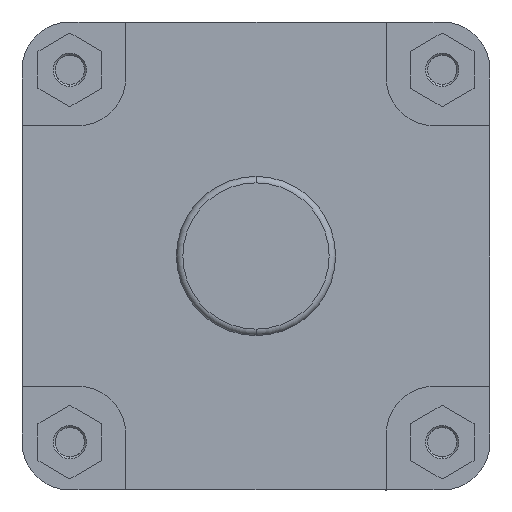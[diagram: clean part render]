
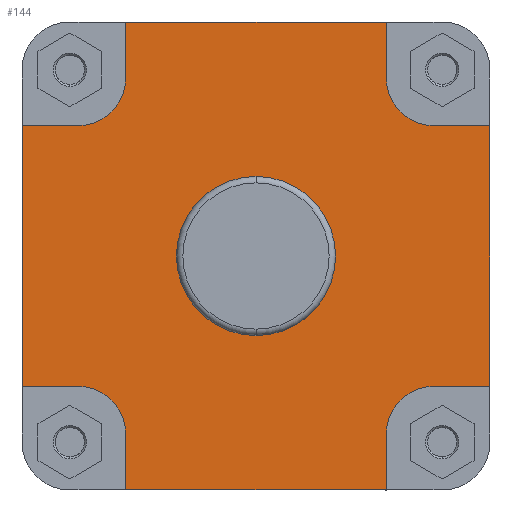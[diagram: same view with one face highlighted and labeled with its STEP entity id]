
A CAD part, left-side view. The second image highlights one B-rep face of the part: STEP entity #144.
In plain terms, the highlighted planar face has unit normal (-1, 0, 0).
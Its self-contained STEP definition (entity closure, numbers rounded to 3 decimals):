
#144 = ADVANCED_FACE ( 'NONE', ( #6342, #6345 ), #2871, .F. ) ;
#250 = ORIENTED_EDGE ( 'NONE', *, *, #1728, .F. ) ;
#270 = ORIENTED_EDGE ( 'NONE', *, *, #1707, .F. ) ;
#277 = ORIENTED_EDGE ( 'NONE', *, *, #1729, .F. ) ;
#607 = ORIENTED_EDGE ( 'NONE', *, *, #1713, .F. ) ;
#617 = ORIENTED_EDGE ( 'NONE', *, *, #1709, .F. ) ;
#623 = ORIENTED_EDGE ( 'NONE', *, *, #1708, .F. ) ;
#639 = ORIENTED_EDGE ( 'NONE', *, *, #1711, .F. ) ;
#640 = ORIENTED_EDGE ( 'NONE', *, *, #1712, .F. ) ;
#654 = ORIENTED_EDGE ( 'NONE', *, *, #1710, .F. ) ;
#678 = VERTEX_POINT ( 'NONE', #3311 ) ;
#689 = VERTEX_POINT ( 'NONE', #3320 ) ;
#692 = VERTEX_POINT ( 'NONE', #3323 ) ;
#733 = VERTEX_POINT ( 'NONE', #3361 ) ;
#753 = VERTEX_POINT ( 'NONE', #3380 ) ;
#780 = VERTEX_POINT ( 'NONE', #3406 ) ;
#794 = VERTEX_POINT ( 'NONE', #3420 ) ;
#800 = VERTEX_POINT ( 'NONE', #3426 ) ;
#828 = VERTEX_POINT ( 'NONE', #3454 ) ;
#837 = VERTEX_POINT ( 'NONE', #3458 ) ;
#875 = VERTEX_POINT ( 'NONE', #3495 ) ;
#876 = VERTEX_POINT ( 'NONE', #3496 ) ;
#939 = VERTEX_POINT ( 'NONE', #3546 ) ;
#982 = VERTEX_POINT ( 'NONE', #3578 ) ;
#1016 = VERTEX_POINT ( 'NONE', #3603 ) ;
#1018 = VERTEX_POINT ( 'NONE', #3605 ) ;
#1038 = VERTEX_POINT ( 'NONE', #3624 ) ;
#1039 = VERTEX_POINT ( 'NONE', #3625 ) ;
#1676 = EDGE_CURVE ( 'NONE', #733, #692, #6653, .T. ) ;
#1707 = EDGE_CURVE ( 'NONE', #1016, #794, #6702, .T. ) ;
#1708 = EDGE_CURVE ( 'NONE', #828, #1016, #6707, .T. ) ;
#1709 = EDGE_CURVE ( 'NONE', #689, #828, #6706, .T. ) ;
#1710 = EDGE_CURVE ( 'NONE', #876, #689, #6705, .T. ) ;
#1711 = EDGE_CURVE ( 'NONE', #780, #876, #6704, .T. ) ;
#1712 = EDGE_CURVE ( 'NONE', #939, #780, #6714, .T. ) ;
#1713 = EDGE_CURVE ( 'NONE', #982, #939, #6713, .T. ) ;
#1728 = EDGE_CURVE ( 'NONE', #794, #1039, #6742, .T. ) ;
#1729 = EDGE_CURVE ( 'NONE', #1039, #753, #6744, .T. ) ;
#1730 = EDGE_CURVE ( 'NONE', #800, #875, #6738, .T. ) ;
#1731 = EDGE_CURVE ( 'NONE', #753, #800, #6751, .T. ) ;
#1732 = EDGE_CURVE ( 'NONE', #837, #678, #6750, .T. ) ;
#1733 = EDGE_CURVE ( 'NONE', #1018, #875, #6749, .T. ) ;
#1734 = EDGE_CURVE ( 'NONE', #1018, #1038, #6748, .T. ) ;
#1735 = EDGE_CURVE ( 'NONE', #982, #678, #6741, .T. ) ;
#1736 = EDGE_CURVE ( 'NONE', #1038, #837, #6759, .T. ) ;
#1756 = EDGE_CURVE ( 'NONE', #692, #733, #4926, .T. ) ;
#1768 = ORIENTED_EDGE ( 'NONE', *, *, #1735, .T. ) ;
#1769 = ORIENTED_EDGE ( 'NONE', *, *, #1731, .F. ) ;
#1770 = ORIENTED_EDGE ( 'NONE', *, *, #1734, .F. ) ;
#1771 = ORIENTED_EDGE ( 'NONE', *, *, #1730, .F. ) ;
#1772 = ORIENTED_EDGE ( 'NONE', *, *, #1736, .F. ) ;
#1773 = ORIENTED_EDGE ( 'NONE', *, *, #1732, .F. ) ;
#1774 = ORIENTED_EDGE ( 'NONE', *, *, #1733, .T. ) ;
#1775 = ORIENTED_EDGE ( 'NONE', *, *, #1756, .F. ) ;
#1776 = ORIENTED_EDGE ( 'NONE', *, *, #1676, .F. ) ;
#2042 = AXIS2_PLACEMENT_3D ( 'NONE', #2870, #2872, #2873 ) ;
#2198 = AXIS2_PLACEMENT_3D ( 'NONE', #3778, #3785, #3786 ) ;
#2205 = AXIS2_PLACEMENT_3D ( 'NONE', #3862, #3863, #3864 ) ;
#2207 = AXIS2_PLACEMENT_3D ( 'NONE', #3853, #3854, #3855 ) ;
#2211 = AXIS2_PLACEMENT_3D ( 'NONE', #3902, #3903, #3904 ) ;
#2212 = AXIS2_PLACEMENT_3D ( 'NONE', #3912, #3915, #3916 ) ;
#2213 = AXIS2_PLACEMENT_3D ( 'NONE', #3965, #3967, #3968 ) ;
#2870 = CARTESIAN_POINT ( 'NONE',  ( 65., 37.4, 0. ) ) ;
#2871 = PLANE ( 'NONE',  #2042 ) ;
#2872 = DIRECTION ( 'NONE',  ( 1., 0., 0. ) ) ;
#2873 = DIRECTION ( 'NONE',  ( 0., 0., -1. ) ) ;
#3311 = CARTESIAN_POINT ( 'NONE',  ( 65., -61.25, -110. ) ) ;
#3320 = CARTESIAN_POINT ( 'NONE',  ( 65., 110., 61.25 ) ) ;
#3323 = CARTESIAN_POINT ( 'NONE',  ( 65., 0., -37.4 ) ) ;
#3361 = CARTESIAN_POINT ( 'NONE',  ( 65., 0., 37.4 ) ) ;
#3380 = CARTESIAN_POINT ( 'NONE',  ( 65., -61.25, 83.75 ) ) ;
#3406 = CARTESIAN_POINT ( 'NONE',  ( 65., 83.75, -61.25 ) ) ;
#3420 = CARTESIAN_POINT ( 'NONE',  ( 65., 61.25, 110. ) ) ;
#3426 = CARTESIAN_POINT ( 'NONE',  ( 65., -83.75, 61.25 ) ) ;
#3454 = CARTESIAN_POINT ( 'NONE',  ( 65., 83.75, 61.25 ) ) ;
#3458 = CARTESIAN_POINT ( 'NONE',  ( 65., -61.25, -83.75 ) ) ;
#3495 = CARTESIAN_POINT ( 'NONE',  ( 65., -110., 61.25 ) ) ;
#3496 = CARTESIAN_POINT ( 'NONE',  ( 65., 110., -61.25 ) ) ;
#3546 = CARTESIAN_POINT ( 'NONE',  ( 65., 61.25, -83.75 ) ) ;
#3578 = CARTESIAN_POINT ( 'NONE',  ( 65., 61.25, -110. ) ) ;
#3603 = CARTESIAN_POINT ( 'NONE',  ( 65., 61.25, 83.75 ) ) ;
#3605 = CARTESIAN_POINT ( 'NONE',  ( 65., -110., -61.25 ) ) ;
#3624 = CARTESIAN_POINT ( 'NONE',  ( 65., -83.75, -61.25 ) ) ;
#3625 = CARTESIAN_POINT ( 'NONE',  ( 65., -61.25, 110. ) ) ;
#3778 = CARTESIAN_POINT ( 'NONE',  ( 65., 0., 0. ) ) ;
#3785 = DIRECTION ( 'NONE',  ( -1., 0., 0. ) ) ;
#3786 = DIRECTION ( 'NONE',  ( 0., 0., 1. ) ) ;
#3850 = CARTESIAN_POINT ( 'NONE',  ( 65., 110., 61.25 ) ) ;
#3851 = CARTESIAN_POINT ( 'NONE',  ( 65., 61.25, 83.75 ) ) ;
#3852 = DIRECTION ( 'NONE',  ( 0., 0., 1. ) ) ;
#3853 = CARTESIAN_POINT ( 'NONE',  ( 65., 83.75, 83.75 ) ) ;
#3854 = DIRECTION ( 'NONE',  ( -1., 0., 0. ) ) ;
#3855 = DIRECTION ( 'NONE',  ( 0., 0., -1. ) ) ;
#3856 = CARTESIAN_POINT ( 'NONE',  ( 65., 110., 0. ) ) ;
#3857 = DIRECTION ( 'NONE',  ( 0., -1., 0. ) ) ;
#3858 = CARTESIAN_POINT ( 'NONE',  ( 65., 83.75, -61.25 ) ) ;
#3859 = DIRECTION ( 'NONE',  ( 0., 0., 1. ) ) ;
#3860 = CARTESIAN_POINT ( 'NONE',  ( 65., 61.25, -110. ) ) ;
#3861 = DIRECTION ( 'NONE',  ( 0., 1., 0. ) ) ;
#3862 = CARTESIAN_POINT ( 'NONE',  ( 65., 83.75, -83.75 ) ) ;
#3863 = DIRECTION ( 'NONE',  ( -1., 0., 0. ) ) ;
#3864 = DIRECTION ( 'NONE',  ( 0., 0., -1. ) ) ;
#3866 = DIRECTION ( 'NONE',  ( 0., 0., 1. ) ) ;
#3894 = CARTESIAN_POINT ( 'NONE',  ( 65., -83.75, 61.25 ) ) ;
#3896 = CARTESIAN_POINT ( 'NONE',  ( 65., -242.141, 110. ) ) ;
#3897 = DIRECTION ( 'NONE',  ( 0., -1., 0. ) ) ;
#3898 = CARTESIAN_POINT ( 'NONE',  ( 65., -61.25, 110. ) ) ;
#3899 = DIRECTION ( 'NONE',  ( 0., 0., -1. ) ) ;
#3900 = CARTESIAN_POINT ( 'NONE',  ( 65., -61.25, -83.75 ) ) ;
#3901 = DIRECTION ( 'NONE',  ( 0., -1., 0. ) ) ;
#3902 = CARTESIAN_POINT ( 'NONE',  ( 65., -83.75, 83.75 ) ) ;
#3903 = DIRECTION ( 'NONE',  ( -1., 0., 0. ) ) ;
#3904 = DIRECTION ( 'NONE',  ( 0., 0., -1. ) ) ;
#3905 = CARTESIAN_POINT ( 'NONE',  ( 65., -110., 0. ) ) ;
#3906 = DIRECTION ( 'NONE',  ( 0., 0., -1. ) ) ;
#3907 = CARTESIAN_POINT ( 'NONE',  ( 65., -110., -61.25 ) ) ;
#3908 = DIRECTION ( 'NONE',  ( 0., 0., 1. ) ) ;
#3909 = CARTESIAN_POINT ( 'NONE',  ( 65., -242.141, -110. ) ) ;
#3911 = DIRECTION ( 'NONE',  ( 0., 1., 0. ) ) ;
#3912 = CARTESIAN_POINT ( 'NONE',  ( 65., -83.75, -83.75 ) ) ;
#3913 = DIRECTION ( 'NONE',  ( 0., -1., 0. ) ) ;
#3915 = DIRECTION ( 'NONE',  ( -1., 0., 0. ) ) ;
#3916 = DIRECTION ( 'NONE',  ( 0., 0., -1. ) ) ;
#3965 = CARTESIAN_POINT ( 'NONE',  ( 65., 0., 0. ) ) ;
#3967 = DIRECTION ( 'NONE',  ( -1., 0., 0. ) ) ;
#3968 = DIRECTION ( 'NONE',  ( 0., 0., 1. ) ) ;
#4926 = CIRCLE ( 'NONE', #2213, 37.4 ) ;
#5965 = EDGE_LOOP ( 'NONE', ( #1768, #1773, #1772, #1770, #1774, #1771, #1769, #277, #250, #270, #623, #617, #654, #639, #640, #607 ) ) ;
#6032 = EDGE_LOOP ( 'NONE', ( #1776, #1775 ) ) ;
#6342 = FACE_BOUND ( 'NONE', #6032, .T. ) ;
#6345 = FACE_OUTER_BOUND ( 'NONE', #5965, .T. ) ;
#6653 = CIRCLE ( 'NONE', #2198, 37.4 ) ;
#6701 = VECTOR ( 'NONE', #3857, 1000. ) ;
#6702 = LINE ( 'NONE', #3851, #6703 ) ;
#6703 = VECTOR ( 'NONE', #3852, 1000. ) ;
#6704 = LINE ( 'NONE', #3858, #6710 ) ;
#6705 = LINE ( 'NONE', #3856, #6708 ) ;
#6706 = LINE ( 'NONE', #3850, #6701 ) ;
#6707 = CIRCLE ( 'NONE', #2207, 22.5 ) ;
#6708 = VECTOR ( 'NONE', #3859, 1000. ) ;
#6710 = VECTOR ( 'NONE', #3861, 1000. ) ;
#6711 = VECTOR ( 'NONE', #3866, 1000. ) ;
#6713 = LINE ( 'NONE', #3860, #6711 ) ;
#6714 = CIRCLE ( 'NONE', #2205, 22.5 ) ;
#6738 = LINE ( 'NONE', #3894, #6746 ) ;
#6741 = LINE ( 'NONE', #3909, #6756 ) ;
#6742 = LINE ( 'NONE', #3896, #6743 ) ;
#6743 = VECTOR ( 'NONE', #3897, 1000. ) ;
#6744 = LINE ( 'NONE', #3898, #6745 ) ;
#6745 = VECTOR ( 'NONE', #3899, 1000. ) ;
#6746 = VECTOR ( 'NONE', #3901, 1000. ) ;
#6747 = VECTOR ( 'NONE', #3906, 1000. ) ;
#6748 = LINE ( 'NONE', #3907, #6754 ) ;
#6749 = LINE ( 'NONE', #3905, #6752 ) ;
#6750 = LINE ( 'NONE', #3900, #6747 ) ;
#6751 = CIRCLE ( 'NONE', #2211, 22.5 ) ;
#6752 = VECTOR ( 'NONE', #3908, 1000. ) ;
#6754 = VECTOR ( 'NONE', #3911, 1000. ) ;
#6756 = VECTOR ( 'NONE', #3913, 1000. ) ;
#6759 = CIRCLE ( 'NONE', #2212, 22.5 ) ;
